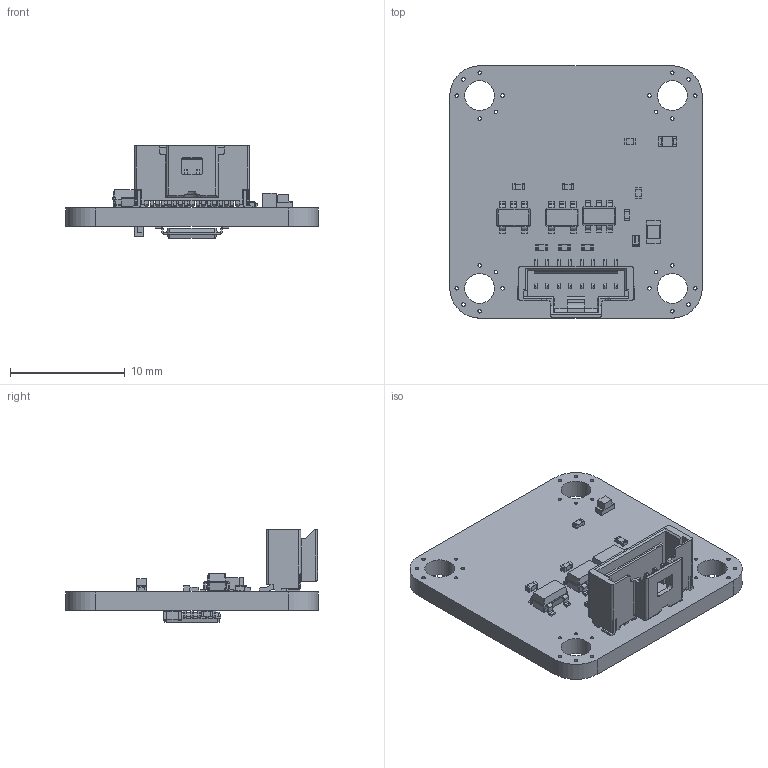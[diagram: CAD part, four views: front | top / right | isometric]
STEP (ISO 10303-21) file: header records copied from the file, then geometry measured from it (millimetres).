
FILE_DESCRIPTION(('FreeCAD Model'),'2;1');
FILE_NAME('Open CASCADE Shape Model','2023-11-29T12:56:32',(''),(''), 'Open CASCADE STEP processor 7.6','FreeCAD','Unknown');
FILE_SCHEMA(('AUTOMOTIVE_DESIGN { 1 0 10303 214 1 1 1 1 }'));
Length unit declared in the file: millimetre
Products named in the file (1): ae_uc_JCS00040002010003 (Solid)
Bounding box: 22 x 22 x 8.09 mm (x, y, z)
Volume: 857.5 mm3; surface area: 1724.9 mm2
Topology: 19 solids, 19 shells, 1557 faces, 4019 edges, 2544 vertices
Faces by surface type: plane 984, cylinder 362, bspline 197, sphere 8, cone 6
Full cylindrical faces by diameter (mm): 0.3 x24, 0.5 x1, 2.6 x4
Entity records: 50728 total; most frequent: CARTESIAN_POINT 13289, ORIENTED_EDGE 8008, DIRECTION 7100, EDGE_CURVE 4004, LINE 3086, VECTOR 3086, VERTEX_POINT 2544, AXIS2_PLACEMENT_3D 2007
